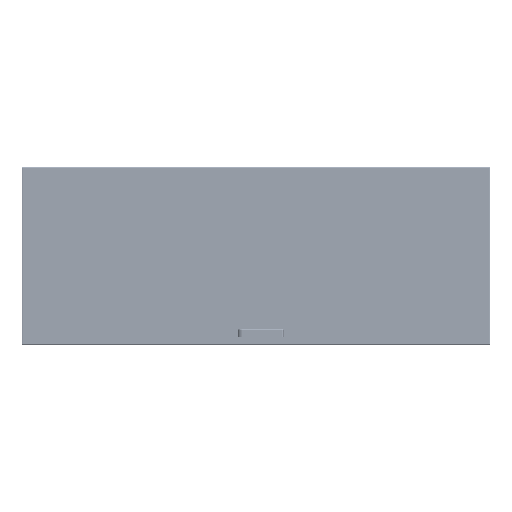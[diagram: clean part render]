
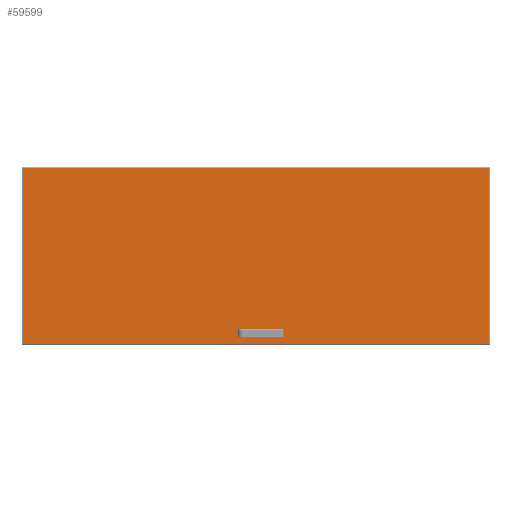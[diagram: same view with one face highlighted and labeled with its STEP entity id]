
A CAD part, top view. The second image highlights one B-rep face of the part: STEP entity #59599.
In plain terms, the highlighted planar face has unit normal (0, 0, 1).
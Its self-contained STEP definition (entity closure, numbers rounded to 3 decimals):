
#2391 = CARTESIAN_POINT ( 'NONE',  ( -14.338, -318., 2. ) ) ;
#6914 = CARTESIAN_POINT ( 'NONE',  ( 54.3, -318., 2. ) ) ;
#7040 = CARTESIAN_POINT ( 'NONE',  ( 58.8, -322.5, 2. ) ) ;
#7189 = CARTESIAN_POINT ( 'NONE',  ( 973.9, -367.9, 2. ) ) ;
#7205 = CARTESIAN_POINT ( 'NONE',  ( -973.9, -367.9, 2. ) ) ;
#7257 = CARTESIAN_POINT ( 'NONE',  ( 54.3, -327., 2. ) ) ;
#7287 = CARTESIAN_POINT ( 'NONE',  ( 37.662, -327., 2. ) ) ;
#7310 = CARTESIAN_POINT ( 'NONE',  ( 973.9, 367.9, 2. ) ) ;
#7496 = CARTESIAN_POINT ( 'NONE',  ( -37.662, -318., 2. ) ) ;
#7508 = CARTESIAN_POINT ( 'NONE',  ( -973.9, 367.9, 2. ) ) ;
#7513 = CARTESIAN_POINT ( 'NONE',  ( 14.338, -327., 2. ) ) ;
#7583 = CARTESIAN_POINT ( 'NONE',  ( -37.662, -327., 2. ) ) ;
#7609 = CARTESIAN_POINT ( 'NONE',  ( -54.3, -318., 2. ) ) ;
#7615 = CARTESIAN_POINT ( 'NONE',  ( -54.3, -327., 2. ) ) ;
#7618 = CARTESIAN_POINT ( 'NONE',  ( 37.662, -318., 2. ) ) ;
#7621 = CARTESIAN_POINT ( 'NONE',  ( 14.338, -318., 2. ) ) ;
#14669 = FACE_OUTER_BOUND ( 'NONE', #80697, .T. ) ;
#14692 = FACE_BOUND ( 'NONE', #80592, .T. ) ;
#22057 = PLANE ( 'NONE',  #85021 ) ;
#22241 = DIRECTION ( 'NONE',  ( 1., 0., 0. ) ) ;
#22251 = DIRECTION ( 'NONE',  ( 0., 0., 1. ) ) ;
#22265 = CARTESIAN_POINT ( 'NONE',  ( -974., -368., 2. ) ) ;
#32050 = EDGE_CURVE ( 'NONE', #63600, #63536, #45674, .T. ) ;
#32067 = EDGE_CURVE ( 'NONE', #63615, #63688, #45533, .T. ) ;
#32315 = EDGE_CURVE ( 'NONE', #63607, #63615, #44819, .T. ) ;
#32503 = EDGE_CURVE ( 'NONE', #63631, #63636, #44321, .T. ) ;
#32531 = EDGE_CURVE ( 'NONE', #63536, #63631, #44241, .T. ) ;
#32571 = EDGE_CURVE ( 'NONE', #58753, #63540, #44167, .T. ) ;
#32576 = EDGE_CURVE ( 'NONE', #59247, #63534, #44166, .T. ) ;
#32675 = EDGE_CURVE ( 'NONE', #63636, #63600, #44008, .T. ) ;
#33223 = EDGE_CURVE ( 'NONE', #63501, #58753, #42957, .T. ) ;
#33228 = EDGE_CURVE ( 'NONE', #63503, #63513, #42931, .T. ) ;
#33230 = EDGE_CURVE ( 'NONE', #63540, #63505, #42921, .T. ) ;
#33237 = EDGE_CURVE ( 'NONE', #63513, #59247, #42885, .T. ) ;
#33255 = EDGE_CURVE ( 'NONE', #63505, #63503, #42810, .T. ) ;
#33263 = EDGE_CURVE ( 'NONE', #63723, #63502, #42795, .T. ) ;
#33269 = EDGE_CURVE ( 'NONE', #63534, #63607, #42751, .T. ) ;
#33315 = EDGE_CURVE ( 'NONE', #63502, #63501, #42539, .T. ) ;
#33442 = EDGE_CURVE ( 'NONE', #63688, #63723, #40197, .T. ) ;
#40197 = CIRCLE ( 'NONE', #84228, 4.5 ) ;
#42539 = CIRCLE ( 'NONE', #84218, 12.5 ) ;
#42751 = CIRCLE ( 'NONE', #84247, 12.5 ) ;
#42790 = VECTOR ( 'NONE', #51087, 1000. ) ;
#42795 = LINE ( 'NONE', #51088, #42790 ) ;
#42810 = CIRCLE ( 'NONE', #84250, 4.5 ) ;
#42885 = CIRCLE ( 'NONE', #84245, 12.5 ) ;
#42918 = VECTOR ( 'NONE', #51144, 1000. ) ;
#42921 = LINE ( 'NONE', #51146, #42918 ) ;
#42927 = VECTOR ( 'NONE', #51148, 1000. ) ;
#42931 = LINE ( 'NONE', #51150, #42927 ) ;
#42957 = LINE ( 'NONE', #51186, #43054 ) ;
#43054 = VECTOR ( 'NONE', #51157, 1000. ) ;
#44006 = VECTOR ( 'NONE', #52190, 1000. ) ;
#44008 = LINE ( 'NONE', #52191, #44006 ) ;
#44165 = VECTOR ( 'NONE', #51414, 1000. ) ;
#44166 = LINE ( 'NONE', #51423, #44165 ) ;
#44167 = CIRCLE ( 'NONE', #84280, 12.5 ) ;
#44236 = VECTOR ( 'NONE', #51197, 1000. ) ;
#44241 = LINE ( 'NONE', #51225, #44236 ) ;
#44319 = VECTOR ( 'NONE', #51302, 1000. ) ;
#44321 = LINE ( 'NONE', #51304, #44319 ) ;
#44748 = VECTOR ( 'NONE', #52452, 1000. ) ;
#44819 = LINE ( 'NONE', #52458, #44748 ) ;
#45533 = CIRCLE ( 'NONE', #50239, 4.5 ) ;
#45674 = LINE ( 'NONE', #53228, #45699 ) ;
#45699 = VECTOR ( 'NONE', #53226, 1000. ) ;
#50239 = AXIS2_PLACEMENT_3D ( 'NONE', #53206, #53179, #53177 ) ;
#50490 = DIRECTION ( 'NONE',  ( -1., 0., 0. ) ) ;
#50495 = DIRECTION ( 'NONE',  ( 0., 0., 1. ) ) ;
#50511 = CARTESIAN_POINT ( 'NONE',  ( 54.3, -322.5, 2. ) ) ;
#50945 = DIRECTION ( 'NONE',  ( -1., 0., 0. ) ) ;
#50948 = DIRECTION ( 'NONE',  ( 0., 0., 1. ) ) ;
#50951 = CARTESIAN_POINT ( 'NONE',  ( 26., -322.5, 2. ) ) ;
#51075 = DIRECTION ( 'NONE',  ( -1., 0., 0. ) ) ;
#51077 = DIRECTION ( 'NONE',  ( 0., 0., 1. ) ) ;
#51087 = DIRECTION ( 'NONE',  ( -1., 0., 0. ) ) ;
#51088 = CARTESIAN_POINT ( 'NONE',  ( 37.662, -318., 2. ) ) ;
#51097 = CARTESIAN_POINT ( 'NONE',  ( 26., -322.5, 2. ) ) ;
#51104 = DIRECTION ( 'NONE',  ( 1., 0., 0. ) ) ;
#51105 = DIRECTION ( 'NONE',  ( 0., 0., 1. ) ) ;
#51131 = CARTESIAN_POINT ( 'NONE',  ( -54.3, -322.5, 2. ) ) ;
#51132 = DIRECTION ( 'NONE',  ( 1., 0., 0. ) ) ;
#51134 = DIRECTION ( 'NONE',  ( 0., 0., 1. ) ) ;
#51144 = DIRECTION ( 'NONE',  ( -1., 0., 0. ) ) ;
#51146 = CARTESIAN_POINT ( 'NONE',  ( -37.662, -318., 2. ) ) ;
#51148 = DIRECTION ( 'NONE',  ( 1., 0., 0. ) ) ;
#51150 = CARTESIAN_POINT ( 'NONE',  ( -37.662, -327., 2. ) ) ;
#51155 = CARTESIAN_POINT ( 'NONE',  ( -26., -322.5, 2. ) ) ;
#51157 = DIRECTION ( 'NONE',  ( -1., 0., 0. ) ) ;
#51186 = CARTESIAN_POINT ( 'NONE',  ( -14.338, -318., 2. ) ) ;
#51197 = DIRECTION ( 'NONE',  ( 0., -1., 0. ) ) ;
#51225 = CARTESIAN_POINT ( 'NONE',  ( -973.9, 368., 2. ) ) ;
#51302 = DIRECTION ( 'NONE',  ( 1., 0., 0. ) ) ;
#51304 = CARTESIAN_POINT ( 'NONE',  ( -973.9, -367.9, 2. ) ) ;
#51414 = DIRECTION ( 'NONE',  ( 1., 0., 0. ) ) ;
#51423 = CARTESIAN_POINT ( 'NONE',  ( -14.338, -327., 2. ) ) ;
#51450 = DIRECTION ( 'NONE',  ( 1., 0., 0. ) ) ;
#51455 = DIRECTION ( 'NONE',  ( 0., 0., 1. ) ) ;
#51546 = CARTESIAN_POINT ( 'NONE',  ( -26., -322.5, 2. ) ) ;
#52190 = DIRECTION ( 'NONE',  ( 0., 1., 0. ) ) ;
#52191 = CARTESIAN_POINT ( 'NONE',  ( 973.9, -368., 2. ) ) ;
#52452 = DIRECTION ( 'NONE',  ( 1., 0., 0. ) ) ;
#52458 = CARTESIAN_POINT ( 'NONE',  ( 37.662, -327., 2. ) ) ;
#53177 = DIRECTION ( 'NONE',  ( -1., 0., 0. ) ) ;
#53179 = DIRECTION ( 'NONE',  ( 0., 0., 1. ) ) ;
#53206 = CARTESIAN_POINT ( 'NONE',  ( 54.3, -322.5, 2. ) ) ;
#53226 = DIRECTION ( 'NONE',  ( -1., 0., 0. ) ) ;
#53228 = CARTESIAN_POINT ( 'NONE',  ( 973.9, 367.9, 2. ) ) ;
#58753 = VERTEX_POINT ( 'NONE', #2391 ) ;
#59247 = VERTEX_POINT ( 'NONE', #87496 ) ;
#59599 = ADVANCED_FACE ( 'NONE', ( #14692, #14669 ), #22057, .T. ) ;
#63501 = VERTEX_POINT ( 'NONE', #7621 ) ;
#63502 = VERTEX_POINT ( 'NONE', #7618 ) ;
#63503 = VERTEX_POINT ( 'NONE', #7615 ) ;
#63505 = VERTEX_POINT ( 'NONE', #7609 ) ;
#63513 = VERTEX_POINT ( 'NONE', #7583 ) ;
#63534 = VERTEX_POINT ( 'NONE', #7513 ) ;
#63536 = VERTEX_POINT ( 'NONE', #7508 ) ;
#63540 = VERTEX_POINT ( 'NONE', #7496 ) ;
#63600 = VERTEX_POINT ( 'NONE', #7310 ) ;
#63607 = VERTEX_POINT ( 'NONE', #7287 ) ;
#63615 = VERTEX_POINT ( 'NONE', #7257 ) ;
#63631 = VERTEX_POINT ( 'NONE', #7205 ) ;
#63636 = VERTEX_POINT ( 'NONE', #7189 ) ;
#63688 = VERTEX_POINT ( 'NONE', #7040 ) ;
#63723 = VERTEX_POINT ( 'NONE', #6914 ) ;
#73098 = ORIENTED_EDGE ( 'NONE', *, *, #33237, .F. ) ;
#73099 = ORIENTED_EDGE ( 'NONE', *, *, #33228, .F. ) ;
#73100 = ORIENTED_EDGE ( 'NONE', *, *, #33255, .F. ) ;
#73101 = ORIENTED_EDGE ( 'NONE', *, *, #33230, .F. ) ;
#73102 = ORIENTED_EDGE ( 'NONE', *, *, #32571, .F. ) ;
#73103 = ORIENTED_EDGE ( 'NONE', *, *, #33223, .F. ) ;
#73104 = ORIENTED_EDGE ( 'NONE', *, *, #33315, .F. ) ;
#73105 = ORIENTED_EDGE ( 'NONE', *, *, #33263, .F. ) ;
#73106 = ORIENTED_EDGE ( 'NONE', *, *, #33442, .F. ) ;
#73107 = ORIENTED_EDGE ( 'NONE', *, *, #32067, .F. ) ;
#73108 = ORIENTED_EDGE ( 'NONE', *, *, #32315, .F. ) ;
#73109 = ORIENTED_EDGE ( 'NONE', *, *, #33269, .F. ) ;
#73110 = ORIENTED_EDGE ( 'NONE', *, *, #32576, .F. ) ;
#73111 = ORIENTED_EDGE ( 'NONE', *, *, #32531, .T. ) ;
#73112 = ORIENTED_EDGE ( 'NONE', *, *, #32503, .T. ) ;
#73113 = ORIENTED_EDGE ( 'NONE', *, *, #32675, .T. ) ;
#73114 = ORIENTED_EDGE ( 'NONE', *, *, #32050, .T. ) ;
#80592 = EDGE_LOOP ( 'NONE', ( #73098, #73099, #73100, #73101, #73102, #73103, #73104, #73105, #73106, #73107, #73108, #73109, #73110 ) ) ;
#80697 = EDGE_LOOP ( 'NONE', ( #73111, #73112, #73113, #73114 ) ) ;
#84218 = AXIS2_PLACEMENT_3D ( 'NONE', #50951, #50948, #50945 ) ;
#84228 = AXIS2_PLACEMENT_3D ( 'NONE', #50511, #50495, #50490 ) ;
#84245 = AXIS2_PLACEMENT_3D ( 'NONE', #51155, #51134, #51132 ) ;
#84247 = AXIS2_PLACEMENT_3D ( 'NONE', #51097, #51077, #51075 ) ;
#84250 = AXIS2_PLACEMENT_3D ( 'NONE', #51131, #51105, #51104 ) ;
#84280 = AXIS2_PLACEMENT_3D ( 'NONE', #51546, #51455, #51450 ) ;
#85021 = AXIS2_PLACEMENT_3D ( 'NONE', #22265, #22251, #22241 ) ;
#87496 = CARTESIAN_POINT ( 'NONE',  ( -14.338, -327., 2. ) ) ;
